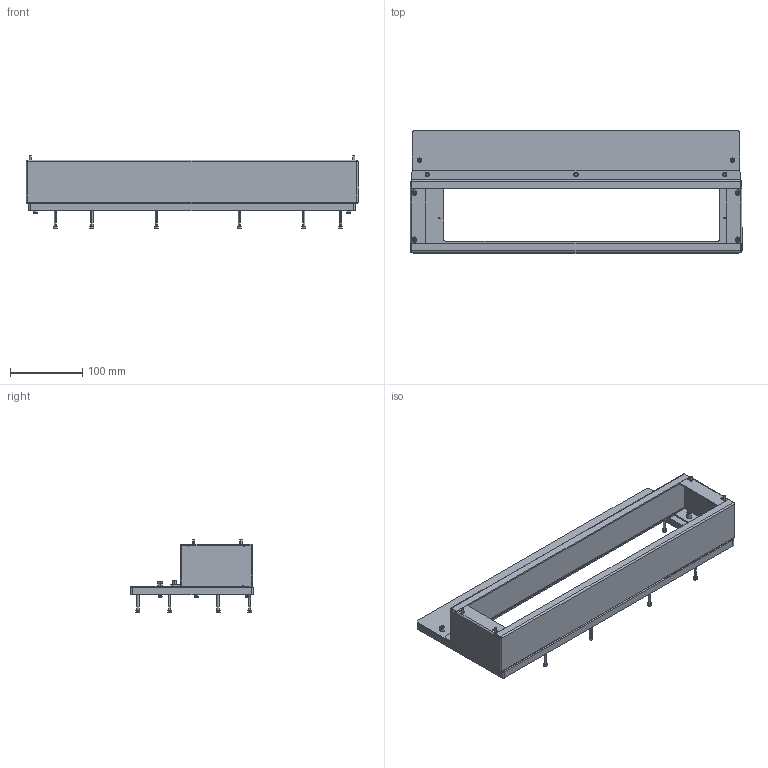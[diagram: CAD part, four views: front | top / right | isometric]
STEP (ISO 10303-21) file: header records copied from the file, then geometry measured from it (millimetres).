
FILE_DESCRIPTION (( 'STEP AP214' ), '1' );
FILE_NAME ('INGUN_115595.STEP', '2024-10-10T11:01:57', ( '' ), ( '' ), 'SwSTEP 2.0', 'SolidWorks 2021', '' );
FILE_SCHEMA (( 'AUTOMOTIVE_DESIGN' ));
Length unit declared in the file: millimetre
Products named in the file (8): INGUN_115595; 115757~0_S; DIN912~n_M03,0x030; DIN7991~n_M04,0x010 VA; 115594~1_S; DIN912~n_M03,0x008; DIN912~n_M03,0x016; 115670~2_S
Assembly tree (28 placements, depth 2):
  INGUN_115595
    115670~2_S
    115757~0_S
    115594~1_S
    DIN912~n_M03,0x016  x6
    DIN912~n_M03,0x008  x4
    DIN7991~n_M04,0x010 VA  x3
    DIN912~n_M03,0x030  x12
Bounding box: 458 x 170 x 100 mm (x, y, z)
Volume: 533042.4 mm3; surface area: 342295 mm2
Topology: 28 solids, 28 shells, 981 faces, 2420 edges, 1551 vertices
Faces by surface type: cylinder 635, plane 240, cone 106
Entity records: 12286 total; most frequent: DIRECTION 2164, CARTESIAN_POINT 1927, ORIENTED_EDGE 1866, EDGE_CURVE 933, AXIS2_PLACEMENT_3D 826, VERTEX_POINT 589, VECTOR 512, LINE 512
